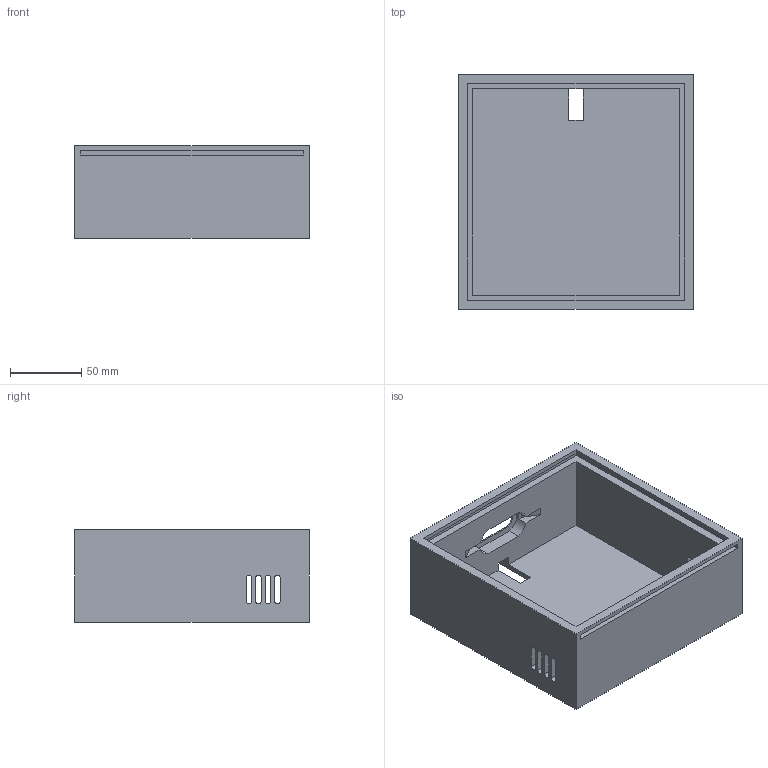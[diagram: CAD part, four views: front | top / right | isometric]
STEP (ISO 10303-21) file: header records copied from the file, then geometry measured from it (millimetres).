
FILE_DESCRIPTION(('FreeCAD Model'),'2;1');
FILE_NAME('Open CASCADE Shape Model','2025-07-29T14:56:58',('Author'),( ''),'Open CASCADE STEP processor 7.8','FreeCAD','Unknown');
FILE_SCHEMA(('AUTOMOTIVE_DESIGN { 1 0 10303 214 1 1 1 1 }'));
Length unit declared in the file: millimetre
Products named in the file (1): Body
Bounding box: 165 x 165 x 65 mm (x, y, z)
Volume: 439708.3 mm3; surface area: 138696.8 mm2
Topology: 1 solids, 1 shells, 75 faces, 220 edges, 148 vertices
Faces by surface type: plane 55, cylinder 20
Entity records: 2556 total; most frequent: CARTESIAN_POINT 444, ORIENTED_EDGE 440, DIRECTION 416, EDGE_CURVE 220, LINE 176, VECTOR 176, VERTEX_POINT 148, AXIS2_PLACEMENT_3D 120
